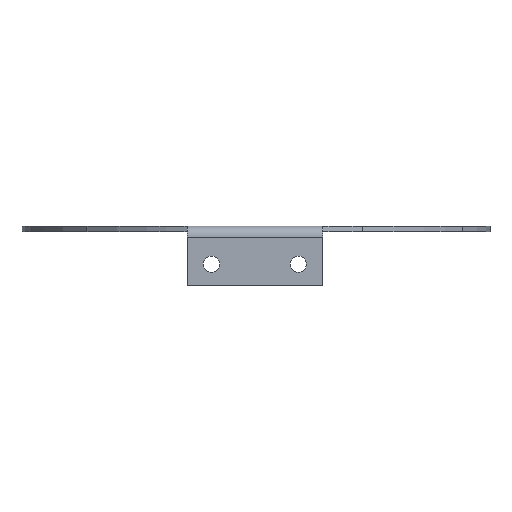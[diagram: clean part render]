
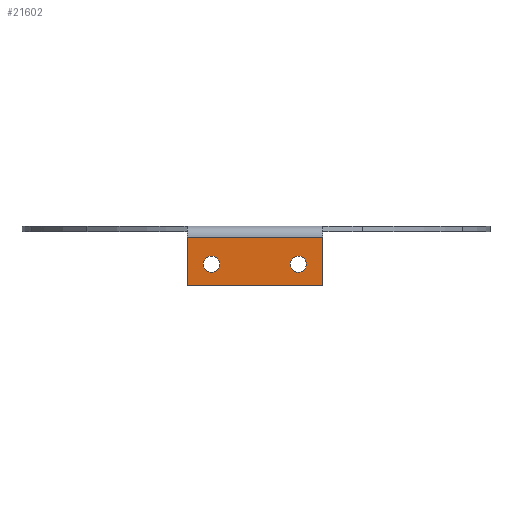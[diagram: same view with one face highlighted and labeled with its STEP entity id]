
A CAD part, front view. The second image highlights one B-rep face of the part: STEP entity #21602.
In plain terms, the highlighted planar face has unit normal (0, -1, 0).
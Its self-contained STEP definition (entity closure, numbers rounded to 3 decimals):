
#3268=FACE_BOUND('',#4603,.T.);
#3269=FACE_BOUND('',#4604,.T.);
#3316=PLANE('',#22807);
#3417=FACE_OUTER_BOUND('',#4602,.T.);
#4602=EDGE_LOOP('',(#14509,#14510,#14511,#14512));
#4603=EDGE_LOOP('',(#14513));
#4604=EDGE_LOOP('',(#14514));
#5835=LINE('',#24522,#7206);
#5836=LINE('',#24525,#7207);
#5837=LINE('',#24527,#7208);
#5838=LINE('',#24528,#7209);
#7206=VECTOR('',#22931,10.);
#7207=VECTOR('',#22934,10.);
#7208=VECTOR('',#22935,10.);
#7209=VECTOR('',#22936,10.);
#8575=CIRCLE('',#22800,7.5);
#8577=CIRCLE('',#22803,7.5);
#8583=VERTEX_POINT('',#24505);
#8585=VERTEX_POINT('',#24511);
#8586=VERTEX_POINT('',#24515);
#8589=VERTEX_POINT('',#24520);
#8590=VERTEX_POINT('',#24524);
#8591=VERTEX_POINT('',#24526);
#10950=EDGE_CURVE('',#8583,#8583,#8575,.T.);
#10953=EDGE_CURVE('',#8585,#8585,#8577,.T.);
#10957=EDGE_CURVE('',#8589,#8586,#5835,.T.);
#10958=EDGE_CURVE('',#8589,#8590,#5836,.T.);
#10959=EDGE_CURVE('',#8591,#8590,#5837,.T.);
#10960=EDGE_CURVE('',#8586,#8591,#5838,.T.);
#14509=ORIENTED_EDGE('',*,*,#10957,.F.);
#14510=ORIENTED_EDGE('',*,*,#10958,.T.);
#14511=ORIENTED_EDGE('',*,*,#10959,.F.);
#14512=ORIENTED_EDGE('',*,*,#10960,.F.);
#14513=ORIENTED_EDGE('',*,*,#10950,.T.);
#14514=ORIENTED_EDGE('',*,*,#10953,.T.);
#21602=ADVANCED_FACE('',(#3417,#3268,#3269),#3316,.T.);
#22800=AXIS2_PLACEMENT_3D('',#24507,#22915,#22916);
#22803=AXIS2_PLACEMENT_3D('',#24513,#22922,#22923);
#22807=AXIS2_PLACEMENT_3D('',#24523,#22932,#22933);
#22915=DIRECTION('center_axis',(0.,1.,0.));
#22916=DIRECTION('ref_axis',(-1.,0.,0.));
#22922=DIRECTION('center_axis',(0.,1.,0.));
#22923=DIRECTION('ref_axis',(-1.,0.,0.));
#22931=DIRECTION('',(1.,0.,0.));
#22932=DIRECTION('center_axis',(0.,-1.,0.));
#22933=DIRECTION('ref_axis',(-1.,0.,0.));
#22934=DIRECTION('',(0.,0.,-1.));
#22935=DIRECTION('',(-1.,0.,0.));
#22936=DIRECTION('',(0.,0.,-1.));
#24505=CARTESIAN_POINT('',(190.106,241.169,-30.));
#24507=CARTESIAN_POINT('Origin',(182.606,241.169,-30.));
#24511=CARTESIAN_POINT('',(110.106,241.169,-30.));
#24513=CARTESIAN_POINT('Origin',(102.606,241.169,-30.));
#24515=CARTESIAN_POINT('',(205.106,241.169,-5.));
#24520=CARTESIAN_POINT('',(80.106,241.169,-5.));
#24522=CARTESIAN_POINT('',(175.996,241.169,-5.));
#24523=CARTESIAN_POINT('Origin',(205.106,241.169,5.));
#24524=CARTESIAN_POINT('',(80.106,241.169,-50.));
#24525=CARTESIAN_POINT('',(80.106,241.169,5.));
#24526=CARTESIAN_POINT('',(205.106,241.169,-50.));
#24527=CARTESIAN_POINT('',(80.106,241.169,-50.));
#24528=CARTESIAN_POINT('',(205.106,241.169,5.));
